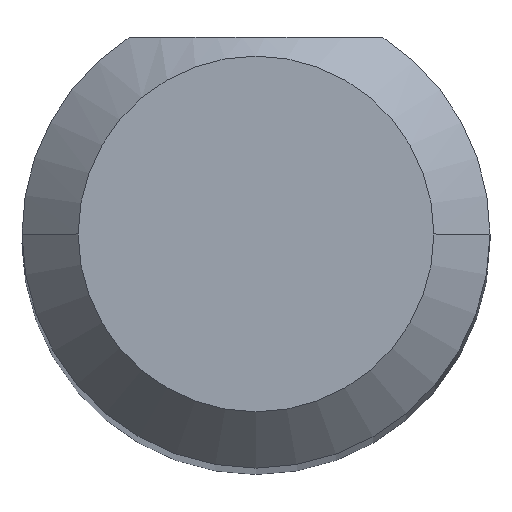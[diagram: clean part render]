
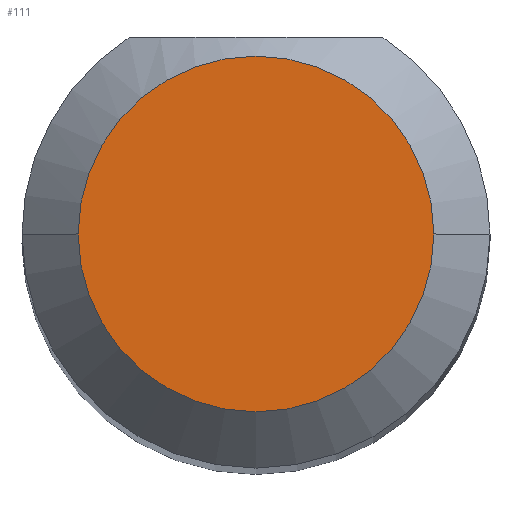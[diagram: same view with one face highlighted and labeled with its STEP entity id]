
A CAD part, top view. The second image highlights one B-rep face of the part: STEP entity #111.
In plain terms, the highlighted planar face has unit normal (0, 0, 1).
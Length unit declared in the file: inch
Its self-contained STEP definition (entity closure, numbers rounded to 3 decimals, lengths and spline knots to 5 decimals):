
#52 = ORIENTED_EDGE ( 'NONE', *, *, #386, .F. ) ;
#59 = DIRECTION ( 'NONE',  ( 0., 0., -1. ) ) ;
#62 = CARTESIAN_POINT ( 'NONE',  ( 0.25, 0., 1.5 ) ) ;
#83 = EDGE_CURVE ( 'NONE', #365, #417, #317, .T. ) ;
#111 = ADVANCED_FACE ( 'NONE', ( #147 ), #450, .T. ) ;
#136 = AXIS2_PLACEMENT_3D ( 'NONE', #143, #59, #447 ) ;
#143 = CARTESIAN_POINT ( 'NONE',  ( 0.25, 0., 1.5 ) ) ;
#147 = FACE_OUTER_BOUND ( 'NONE', #338, .T. ) ;
#178 = DIRECTION ( 'NONE',  ( 0., 0., -1. ) ) ;
#193 = AXIS2_PLACEMENT_3D ( 'NONE', #558, #178, #347 ) ;
#233 = DIRECTION ( 'NONE',  ( -1., 0., 0. ) ) ;
#278 = AXIS2_PLACEMENT_3D ( 'NONE', #62, #370, #233 ) ;
#308 = CARTESIAN_POINT ( 'NONE',  ( 0.2025, 0., 1.5 ) ) ;
#317 = CIRCLE ( 'NONE', #136, 0.0475 ) ;
#338 = EDGE_LOOP ( 'NONE', ( #52, #561 ) ) ;
#347 = DIRECTION ( 'NONE',  ( -1., 0., 0. ) ) ;
#365 = VERTEX_POINT ( 'NONE', #308 ) ;
#370 = DIRECTION ( 'NONE',  ( 0., 0., 1. ) ) ;
#380 = CIRCLE ( 'NONE', #193, 0.0475 ) ;
#386 = EDGE_CURVE ( 'NONE', #417, #365, #380, .T. ) ;
#417 = VERTEX_POINT ( 'NONE', #519 ) ;
#447 = DIRECTION ( 'NONE',  ( -1., 0., 0. ) ) ;
#450 = PLANE ( 'NONE',  #278 ) ;
#519 = CARTESIAN_POINT ( 'NONE',  ( 0.2975, 0., 1.5 ) ) ;
#558 = CARTESIAN_POINT ( 'NONE',  ( 0.25, 0., 1.5 ) ) ;
#561 = ORIENTED_EDGE ( 'NONE', *, *, #83, .F. ) ;
